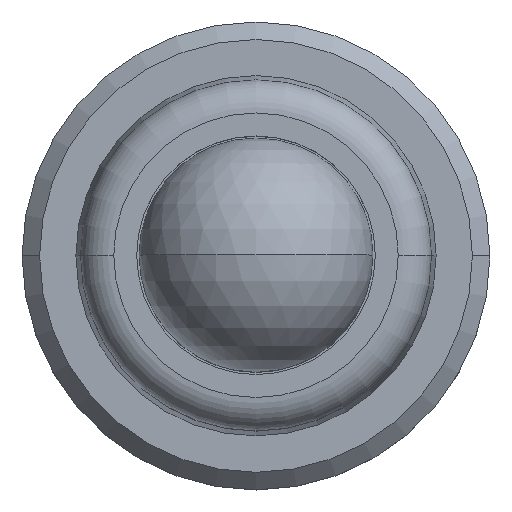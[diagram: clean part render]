
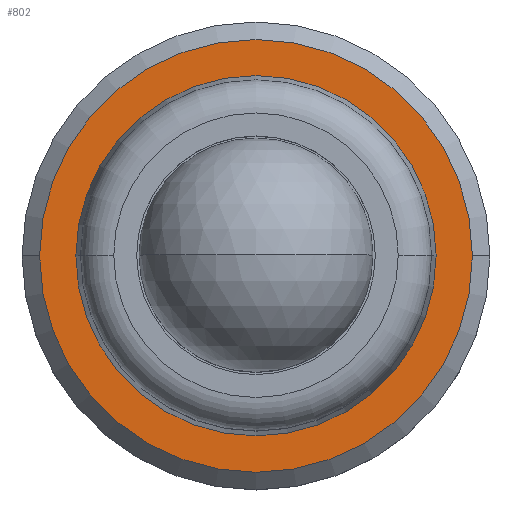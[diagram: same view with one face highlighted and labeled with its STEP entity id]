
A CAD part, top view. The second image highlights one B-rep face of the part: STEP entity #802.
In plain terms, the highlighted planar face has unit normal (0, 0, 1).
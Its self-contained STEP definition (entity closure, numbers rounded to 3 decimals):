
#16 = DIRECTION ( 'NONE',  ( 0., 0., -1. ) ) ;
#43 = AXIS2_PLACEMENT_3D ( 'NONE', #753, #234, #581 ) ;
#56 = CARTESIAN_POINT ( 'NONE',  ( 0., 0., 0.4 ) ) ;
#70 = EDGE_CURVE ( 'NONE', #889, #358, #493, .T. ) ;
#94 = VERTEX_POINT ( 'NONE', #904 ) ;
#170 = AXIS2_PLACEMENT_3D ( 'NONE', #1068, #186, #550 ) ;
#186 = DIRECTION ( 'NONE',  ( 0., 0., 1. ) ) ;
#195 = CARTESIAN_POINT ( 'NONE',  ( 0., 0., 0.4 ) ) ;
#234 = DIRECTION ( 'NONE',  ( 0., 0., -1. ) ) ;
#288 = CIRCLE ( 'NONE', #1044, 0.75 ) ;
#326 = FACE_BOUND ( 'NONE', #354, .T. ) ;
#342 = PLANE ( 'NONE',  #170 ) ;
#354 = EDGE_LOOP ( 'NONE', ( #829, #1143 ) ) ;
#358 = VERTEX_POINT ( 'NONE', #679 ) ;
#359 = CIRCLE ( 'NONE', #1024, 0.925 ) ;
#360 = CARTESIAN_POINT ( 'NONE',  ( 0., 0., 0.4 ) ) ;
#384 = DIRECTION ( 'NONE',  ( 0., 0., -1. ) ) ;
#402 = ORIENTED_EDGE ( 'NONE', *, *, #1089, .F. ) ;
#415 = CARTESIAN_POINT ( 'NONE',  ( -0.925, 0., 0.4 ) ) ;
#481 = VERTEX_POINT ( 'NONE', #415 ) ;
#492 = CIRCLE ( 'NONE', #43, 0.925 ) ;
#493 = CIRCLE ( 'NONE', #798, 0.75 ) ;
#550 = DIRECTION ( 'NONE',  ( 1., 0., 0. ) ) ;
#581 = DIRECTION ( 'NONE',  ( -1., 0., 0. ) ) ;
#635 = DIRECTION ( 'NONE',  ( -1., 0., 0. ) ) ;
#679 = CARTESIAN_POINT ( 'NONE',  ( -0.75, 0., 0.4 ) ) ;
#731 = ORIENTED_EDGE ( 'NONE', *, *, #855, .F. ) ;
#741 = DIRECTION ( 'NONE',  ( -1., 0., 0. ) ) ;
#753 = CARTESIAN_POINT ( 'NONE',  ( 0., 0., 0.4 ) ) ;
#798 = AXIS2_PLACEMENT_3D ( 'NONE', #195, #1070, #814 ) ;
#802 = ADVANCED_FACE ( 'NONE', ( #326, #878 ), #342, .T. ) ;
#814 = DIRECTION ( 'NONE',  ( -1., 0., 0. ) ) ;
#829 = ORIENTED_EDGE ( 'NONE', *, *, #1064, .T. ) ;
#855 = EDGE_CURVE ( 'NONE', #94, #481, #359, .T. ) ;
#878 = FACE_OUTER_BOUND ( 'NONE', #896, .T. ) ;
#889 = VERTEX_POINT ( 'NONE', #981 ) ;
#896 = EDGE_LOOP ( 'NONE', ( #402, #731 ) ) ;
#904 = CARTESIAN_POINT ( 'NONE',  ( 0.925, 0., 0.4 ) ) ;
#981 = CARTESIAN_POINT ( 'NONE',  ( 0.75, 0., 0.4 ) ) ;
#1024 = AXIS2_PLACEMENT_3D ( 'NONE', #360, #16, #635 ) ;
#1044 = AXIS2_PLACEMENT_3D ( 'NONE', #56, #384, #741 ) ;
#1064 = EDGE_CURVE ( 'NONE', #358, #889, #288, .T. ) ;
#1068 = CARTESIAN_POINT ( 'NONE',  ( -0.925, 0., 0.4 ) ) ;
#1070 = DIRECTION ( 'NONE',  ( 0., 0., -1. ) ) ;
#1089 = EDGE_CURVE ( 'NONE', #481, #94, #492, .T. ) ;
#1143 = ORIENTED_EDGE ( 'NONE', *, *, #70, .T. ) ;
